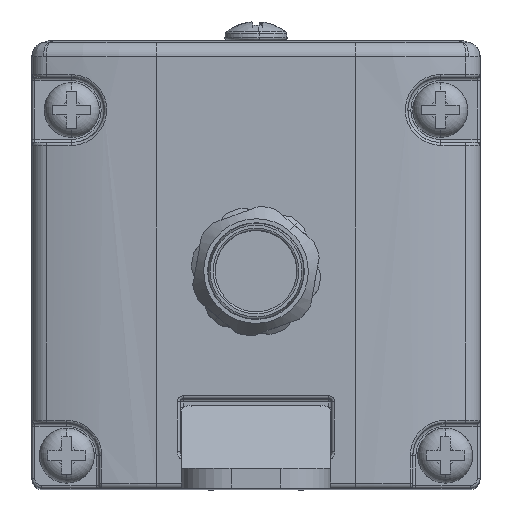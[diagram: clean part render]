
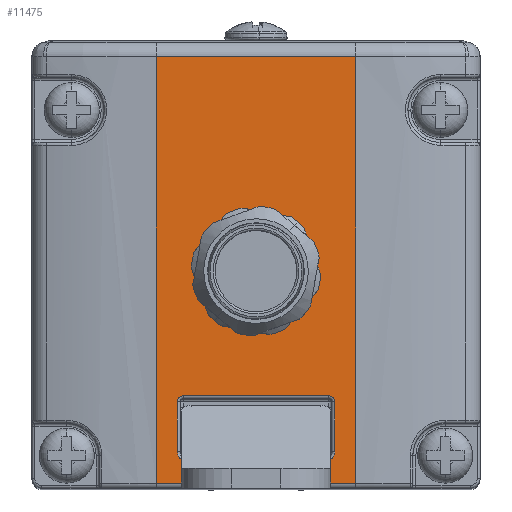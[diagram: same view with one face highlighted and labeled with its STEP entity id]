
A CAD part, top view. The second image highlights one B-rep face of the part: STEP entity #11475.
In plain terms, the highlighted planar face has unit normal (0, 0, 1).
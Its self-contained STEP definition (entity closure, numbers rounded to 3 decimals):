
#143 = VERTEX_POINT ( 'NONE', #1417 ) ;
#958 = LINE ( 'NONE', #8137, #29113 ) ;
#1417 = CARTESIAN_POINT ( 'NONE',  ( -7.9, -13.8, 7. ) ) ;
#1643 = LINE ( 'NONE', #8794, #8036 ) ;
#1721 = EDGE_CURVE ( 'NONE', #9806, #13727, #1643, .T. ) ;
#1781 = ORIENTED_EDGE ( 'NONE', *, *, #20576, .T. ) ;
#1853 = LINE ( 'NONE', #20696, #30239 ) ;
#1908 = PLANE ( 'NONE',  #3715 ) ;
#2070 = CARTESIAN_POINT ( 'NONE',  ( 0., 0., 7. ) ) ;
#2589 = VECTOR ( 'NONE', #4789, 1000. ) ;
#2691 = CARTESIAN_POINT ( 'NONE',  ( -7.651, -19.624, 7. ) ) ;
#2741 =( BOUNDED_CURVE ( )  B_SPLINE_CURVE ( 3, ( #27208, #5849, #20180, #23441 ),
 .UNSPECIFIED., .F., .T. ) 
 B_SPLINE_CURVE_WITH_KNOTS ( ( 4, 4 ),
 ( 1.571, 3.142 ),
 .UNSPECIFIED. ) 
 CURVE ( )  GEOMETRIC_REPRESENTATION_ITEM ( )  RATIONAL_B_SPLINE_CURVE ( ( 1., 0.805, 0.805, 1. ) ) 
 REPRESENTATION_ITEM ( '' )  );
#2762 = CARTESIAN_POINT ( 'NONE',  ( -7.3, -13.8, 7. ) ) ;
#2843 = CARTESIAN_POINT ( 'NONE',  ( -7.9, -19.273, 7. ) ) ;
#2912 = DIRECTION ( 'NONE',  ( 0., 0., -1. ) ) ;
#3000 = EDGE_LOOP ( 'NONE', ( #1781, #4440, #10665, #27250, #27629, #17036, #9320, #26202 ) ) ;
#3494 = ORIENTED_EDGE ( 'NONE', *, *, #29823, .T. ) ;
#3715 = AXIS2_PLACEMENT_3D ( 'NONE', #2070, #8904, #16081 ) ;
#3790 = ORIENTED_EDGE ( 'NONE', *, *, #9917, .T. ) ;
#3929 = EDGE_CURVE ( 'NONE', #5957, #10089, #30812, .T. ) ;
#4146 = DIRECTION ( 'NONE',  ( 0., -1., 0. ) ) ;
#4440 = ORIENTED_EDGE ( 'NONE', *, *, #28660, .T. ) ;
#4789 = DIRECTION ( 'NONE',  ( -1., 0., 0. ) ) ;
#4995 = CARTESIAN_POINT ( 'NONE',  ( 7.9, -18.776, 7. ) ) ;
#5758 = EDGE_CURVE ( 'NONE', #27888, #5957, #2741, .T. ) ;
#5849 = CARTESIAN_POINT ( 'NONE',  ( 7.9, -19.273, 7. ) ) ;
#5957 = VERTEX_POINT ( 'NONE', #22481 ) ;
#6463 = EDGE_CURVE ( 'NONE', #28714, #10393, #20243, .T. ) ;
#6810 = AXIS2_PLACEMENT_3D ( 'NONE', #24396, #17673, #12714 ) ;
#6872 = EDGE_CURVE ( 'NONE', #28564, #25480, #1853, .T. ) ;
#6926 = AXIS2_PLACEMENT_3D ( 'NONE', #24167, #14796, #7481 ) ;
#6928 = CARTESIAN_POINT ( 'NONE',  ( -10., -22., 7. ) ) ;
#7015 = AXIS2_PLACEMENT_3D ( 'NONE', #2762, #2912, #19244 ) ;
#7272 = CARTESIAN_POINT ( 'NONE',  ( -5.3, -0.7, 7. ) ) ;
#7481 = DIRECTION ( 'NONE',  ( 1., 0., 0. ) ) ;
#7534 = EDGE_LOOP ( 'NONE', ( #3790, #18320 ) ) ;
#7708 = ORIENTED_EDGE ( 'NONE', *, *, #30076, .T. ) ;
#8036 = VECTOR ( 'NONE', #4146, 1000. ) ;
#8137 = CARTESIAN_POINT ( 'NONE',  ( -7.9, -13.8, 7. ) ) ;
#8380 = AXIS2_PLACEMENT_3D ( 'NONE', #25930, #17034, #14384 ) ;
#8420 = DIRECTION ( 'NONE',  ( 0., 1., 0. ) ) ;
#8618 = FACE_BOUND ( 'NONE', #7534, .T. ) ;
#8794 = CARTESIAN_POINT ( 'NONE',  ( 10., 22.5, 7. ) ) ;
#8904 = DIRECTION ( 'NONE',  ( 0., 0., 1. ) ) ;
#9145 = VERTEX_POINT ( 'NONE', #9176 ) ;
#9176 = CARTESIAN_POINT ( 'NONE',  ( 7.9, -13.8, 7. ) ) ;
#9292 = CARTESIAN_POINT ( 'NONE',  ( -7.3, -19.624, 7. ) ) ;
#9320 = ORIENTED_EDGE ( 'NONE', *, *, #3929, .T. ) ;
#9806 = VERTEX_POINT ( 'NONE', #27520 ) ;
#9917 = EDGE_CURVE ( 'NONE', #10393, #28714, #10383, .T. ) ;
#9942 = VERTEX_POINT ( 'NONE', #19056 ) ;
#10089 = VERTEX_POINT ( 'NONE', #15461 ) ;
#10383 = CIRCLE ( 'NONE', #8380, 5.3 ) ;
#10393 = VERTEX_POINT ( 'NONE', #19327 ) ;
#10621 = ORIENTED_EDGE ( 'NONE', *, *, #1721, .F. ) ;
#10665 = ORIENTED_EDGE ( 'NONE', *, *, #6872, .T. ) ;
#11377 = CARTESIAN_POINT ( 'NONE',  ( 7.3, -13.2, 7. ) ) ;
#11475 = ADVANCED_FACE ( 'NONE', ( #29979, #8618, #21076 ), #1908, .T. ) ;
#12574 =( BOUNDED_CURVE ( )  B_SPLINE_CURVE ( 3, ( #19797, #2691, #2843, #23878 ),
 .UNSPECIFIED., .F., .T. ) 
 B_SPLINE_CURVE_WITH_KNOTS ( ( 4, 4 ),
 ( 0., 1.571 ),
 .UNSPECIFIED. ) 
 CURVE ( )  GEOMETRIC_REPRESENTATION_ITEM ( )  RATIONAL_B_SPLINE_CURVE ( ( 1., 0.805, 0.805, 1. ) ) 
 REPRESENTATION_ITEM ( '' )  );
#12652 = VERTEX_POINT ( 'NONE', #6928 ) ;
#12714 = DIRECTION ( 'NONE',  ( 1., 0., 0. ) ) ;
#13100 = VECTOR ( 'NONE', #25744, 1000. ) ;
#13727 = VERTEX_POINT ( 'NONE', #14081 ) ;
#13744 = DIRECTION ( 'NONE',  ( 0., -1., 0. ) ) ;
#14037 = VECTOR ( 'NONE', #13744, 1000. ) ;
#14081 = CARTESIAN_POINT ( 'NONE',  ( 10., -22., 7. ) ) ;
#14384 = DIRECTION ( 'NONE',  ( 1., 0., 0. ) ) ;
#14796 = DIRECTION ( 'NONE',  ( 0., 0., -1. ) ) ;
#14849 = DIRECTION ( 'NONE',  ( 0., -1., 0. ) ) ;
#15461 = CARTESIAN_POINT ( 'NONE',  ( -7.3, -19.624, 7. ) ) ;
#15546 = EDGE_LOOP ( 'NONE', ( #3494, #7708, #10621, #23948 ) ) ;
#15578 = DIRECTION ( 'NONE',  ( 1., 0., 0. ) ) ;
#15748 = CARTESIAN_POINT ( 'NONE',  ( -10., 22.5, 7. ) ) ;
#16020 = DIRECTION ( 'NONE',  ( 1., 0., 0. ) ) ;
#16081 = DIRECTION ( 'NONE',  ( 1., 0., 0. ) ) ;
#17034 = DIRECTION ( 'NONE',  ( 0., 0., -1. ) ) ;
#17036 = ORIENTED_EDGE ( 'NONE', *, *, #5758, .T. ) ;
#17078 = EDGE_CURVE ( 'NONE', #10089, #9942, #12574, .T. ) ;
#17673 = DIRECTION ( 'NONE',  ( 0., 0., -1. ) ) ;
#18313 = EDGE_CURVE ( 'NONE', #9806, #19579, #18574, .T. ) ;
#18320 = ORIENTED_EDGE ( 'NONE', *, *, #6463, .T. ) ;
#18429 = CIRCLE ( 'NONE', #7015, 0.6 ) ;
#18574 = LINE ( 'NONE', #19029, #13100 ) ;
#19029 = CARTESIAN_POINT ( 'NONE',  ( 0., 20.849, 7. ) ) ;
#19056 = CARTESIAN_POINT ( 'NONE',  ( -7.9, -18.776, 7. ) ) ;
#19205 = CARTESIAN_POINT ( 'NONE',  ( 7.9, 0., 7. ) ) ;
#19244 = DIRECTION ( 'NONE',  ( 1., 0., 0. ) ) ;
#19327 = CARTESIAN_POINT ( 'NONE',  ( 5.3, -0.7, 7. ) ) ;
#19579 = VERTEX_POINT ( 'NONE', #29183 ) ;
#19797 = CARTESIAN_POINT ( 'NONE',  ( -7.3, -19.624, 7. ) ) ;
#20180 = CARTESIAN_POINT ( 'NONE',  ( 7.651, -19.624, 7. ) ) ;
#20243 = CIRCLE ( 'NONE', #6810, 5.3 ) ;
#20352 = CIRCLE ( 'NONE', #6926, 0.6 ) ;
#20576 = EDGE_CURVE ( 'NONE', #9942, #143, #958, .T. ) ;
#20696 = CARTESIAN_POINT ( 'NONE',  ( 7.3, -13.2, 7. ) ) ;
#20980 = CARTESIAN_POINT ( 'NONE',  ( -7.3, -13.2, 7. ) ) ;
#21076 = FACE_OUTER_BOUND ( 'NONE', #15546, .T. ) ;
#21474 = VECTOR ( 'NONE', #14849, 1000. ) ;
#22481 = CARTESIAN_POINT ( 'NONE',  ( 7.3, -19.624, 7. ) ) ;
#23441 = CARTESIAN_POINT ( 'NONE',  ( 7.3, -19.624, 7. ) ) ;
#23569 = LINE ( 'NONE', #15748, #14037 ) ;
#23878 = CARTESIAN_POINT ( 'NONE',  ( -7.9, -18.776, 7. ) ) ;
#23948 = ORIENTED_EDGE ( 'NONE', *, *, #18313, .T. ) ;
#24167 = CARTESIAN_POINT ( 'NONE',  ( 7.3, -13.8, 7. ) ) ;
#24396 = CARTESIAN_POINT ( 'NONE',  ( 0., -0.7, 7. ) ) ;
#24793 = LINE ( 'NONE', #29475, #29935 ) ;
#25480 = VERTEX_POINT ( 'NONE', #11377 ) ;
#25547 = EDGE_CURVE ( 'NONE', #25480, #9145, #20352, .T. ) ;
#25744 = DIRECTION ( 'NONE',  ( -1., 0., 0. ) ) ;
#25930 = CARTESIAN_POINT ( 'NONE',  ( 0., -0.7, 7. ) ) ;
#26202 = ORIENTED_EDGE ( 'NONE', *, *, #17078, .T. ) ;
#26231 = LINE ( 'NONE', #19205, #21474 ) ;
#27208 = CARTESIAN_POINT ( 'NONE',  ( 7.9, -18.776, 7. ) ) ;
#27250 = ORIENTED_EDGE ( 'NONE', *, *, #25547, .T. ) ;
#27520 = CARTESIAN_POINT ( 'NONE',  ( 10., 20.849, 7. ) ) ;
#27629 = ORIENTED_EDGE ( 'NONE', *, *, #30742, .T. ) ;
#27888 = VERTEX_POINT ( 'NONE', #4995 ) ;
#28564 = VERTEX_POINT ( 'NONE', #20980 ) ;
#28660 = EDGE_CURVE ( 'NONE', #143, #28564, #18429, .T. ) ;
#28714 = VERTEX_POINT ( 'NONE', #7272 ) ;
#29113 = VECTOR ( 'NONE', #8420, 1000. ) ;
#29183 = CARTESIAN_POINT ( 'NONE',  ( -10., 20.849, 7. ) ) ;
#29475 = CARTESIAN_POINT ( 'NONE',  ( 10., -22., 7. ) ) ;
#29823 = EDGE_CURVE ( 'NONE', #19579, #12652, #23569, .T. ) ;
#29935 = VECTOR ( 'NONE', #15578, 1000. ) ;
#29979 = FACE_BOUND ( 'NONE', #3000, .T. ) ;
#30076 = EDGE_CURVE ( 'NONE', #12652, #13727, #24793, .T. ) ;
#30239 = VECTOR ( 'NONE', #16020, 1000. ) ;
#30742 = EDGE_CURVE ( 'NONE', #9145, #27888, #26231, .T. ) ;
#30812 = LINE ( 'NONE', #9292, #2589 ) ;
